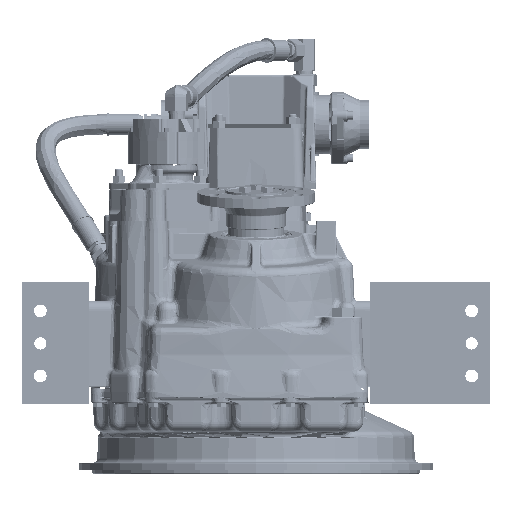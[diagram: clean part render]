
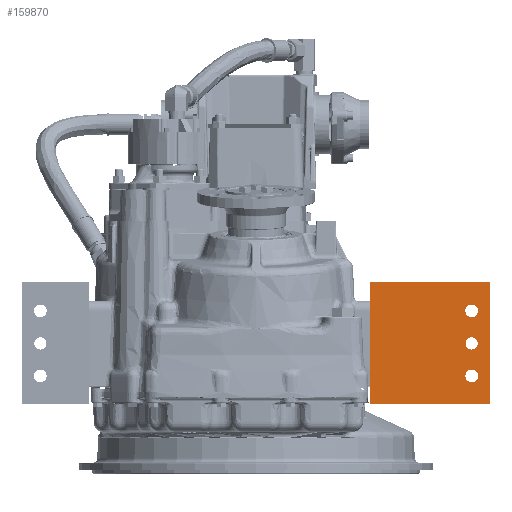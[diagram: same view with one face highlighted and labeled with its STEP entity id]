
A CAD part, front view. The second image highlights one B-rep face of the part: STEP entity #159870.
In plain terms, the highlighted planar face has unit normal (0, -1, 0).
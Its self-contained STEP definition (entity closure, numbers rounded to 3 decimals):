
#20972 = LINE ( 'NONE', #44191, #21006 ) ;
#20979 = CIRCLE ( 'NONE', #317001, 9.525 ) ;
#21004 = CIRCLE ( 'NONE', #317012, 9.922 ) ;
#21006 = VECTOR ( 'NONE', #44200, 1000. ) ;
#21019 = CIRCLE ( 'NONE', #317004, 9.922 ) ;
#21033 = LINE ( 'NONE', #43198, #21035 ) ;
#21035 = VECTOR ( 'NONE', #43215, 1000. ) ;
#21045 = LINE ( 'NONE', #43486, #21049 ) ;
#21049 = VECTOR ( 'NONE', #43113, 1000. ) ;
#21051 = LINE ( 'NONE', #43117, #21057 ) ;
#21057 = VECTOR ( 'NONE', #43134, 1000. ) ;
#21062 = CIRCLE ( 'NONE', #317021, 9.525 ) ;
#21065 = CIRCLE ( 'NONE', #317007, 9.922 ) ;
#21069 = CIRCLE ( 'NONE', #317014, 9.922 ) ;
#26145 = EDGE_CURVE ( 'NONE', #212572, #212393, #20979, .T. ) ;
#26171 = EDGE_CURVE ( 'NONE', #213109, #213185, #21004, .T. ) ;
#26177 = EDGE_CURVE ( 'NONE', #212649, #213394, #20972, .T. ) ;
#26183 = EDGE_CURVE ( 'NONE', #213312, #213086, #21019, .T. ) ;
#26202 = EDGE_CURVE ( 'NONE', #212614, #212505, #21033, .T. ) ;
#26217 = EDGE_CURVE ( 'NONE', #212614, #212649, #21045, .T. ) ;
#26229 = EDGE_CURVE ( 'NONE', #212505, #213394, #21051, .T. ) ;
#26233 = EDGE_CURVE ( 'NONE', #212393, #212572, #21062, .T. ) ;
#26236 = EDGE_CURVE ( 'NONE', #213086, #213312, #21065, .T. ) ;
#26239 = EDGE_CURVE ( 'NONE', #213185, #213109, #21069, .T. ) ;
#36420 = PLANE ( 'NONE',  #193975 ) ;
#36492 = CARTESIAN_POINT ( 'NONE',  ( 177.8, -215.9, 101.968 ) ) ;
#36531 = DIRECTION ( 'NONE',  ( 0., -1., 0. ) ) ;
#36534 = DIRECTION ( 'NONE',  ( 0., 0., -1. ) ) ;
#42724 = DIRECTION ( 'NONE',  ( 0., 1., 0. ) ) ;
#42726 = DIRECTION ( 'NONE',  ( 0., 0., 1. ) ) ;
#43067 = CARTESIAN_POINT ( 'NONE',  ( 336.55, -215.9, 248.018 ) ) ;
#43113 = DIRECTION ( 'NONE',  ( 0., 0., 1. ) ) ;
#43117 = CARTESIAN_POINT ( 'NONE',  ( 365.125, -215.9, 101.968 ) ) ;
#43134 = DIRECTION ( 'NONE',  ( 0., 0., 1. ) ) ;
#43144 = DIRECTION ( 'NONE',  ( 0., 1., 0. ) ) ;
#43146 = DIRECTION ( 'NONE',  ( 0., 0., 1. ) ) ;
#43149 = DIRECTION ( 'NONE',  ( 0., 0., 1. ) ) ;
#43157 = DIRECTION ( 'NONE',  ( 0., 1., 0. ) ) ;
#43198 = CARTESIAN_POINT ( 'NONE',  ( 177.8, -215.9, 101.968 ) ) ;
#43215 = DIRECTION ( 'NONE',  ( 1., 0., 0. ) ) ;
#43440 = CARTESIAN_POINT ( 'NONE',  ( 336.55, -215.9, 146.418 ) ) ;
#43456 = CARTESIAN_POINT ( 'NONE',  ( 336.55, -215.9, 146.418 ) ) ;
#43458 = DIRECTION ( 'NONE',  ( 0., 1., 0. ) ) ;
#43463 = CARTESIAN_POINT ( 'NONE',  ( 336.55, -215.9, 197.218 ) ) ;
#43486 = CARTESIAN_POINT ( 'NONE',  ( 177.8, -215.9, 101.968 ) ) ;
#43521 = DIRECTION ( 'NONE',  ( 0., 0., 1. ) ) ;
#43579 = DIRECTION ( 'NONE',  ( 0., 1., 0. ) ) ;
#43756 = CARTESIAN_POINT ( 'NONE',  ( 336.55, -215.9, 248.018 ) ) ;
#43757 = DIRECTION ( 'NONE',  ( 0., 0., 1. ) ) ;
#44191 = CARTESIAN_POINT ( 'NONE',  ( 177.8, -215.9, 292.468 ) ) ;
#44200 = DIRECTION ( 'NONE',  ( 1., 0., 0. ) ) ;
#44568 = CARTESIAN_POINT ( 'NONE',  ( 336.55, -215.9, 197.218 ) ) ;
#44571 = DIRECTION ( 'NONE',  ( 0., 1., 0. ) ) ;
#44597 = DIRECTION ( 'NONE',  ( 0., 0., 1. ) ) ;
#131018 = EDGE_LOOP ( 'NONE', ( #286518, #286519 ) ) ;
#131027 = EDGE_LOOP ( 'NONE', ( #286521, #286522 ) ) ;
#131040 = EDGE_LOOP ( 'NONE', ( #286523, #286524, #286525, #286526 ) ) ;
#159870 = ADVANCED_FACE ( 'NONE', ( #203197, #203279, #203282, #203255 ), #36420, .T. ) ;
#193975 = AXIS2_PLACEMENT_3D ( 'NONE', #36492, #36531, #36534 ) ;
#198952 = CARTESIAN_POINT ( 'NONE',  ( 336.55, -215.9, 206.743 ) ) ;
#199262 = CARTESIAN_POINT ( 'NONE',  ( 365.125, -215.9, 101.968 ) ) ;
#199427 = CARTESIAN_POINT ( 'NONE',  ( 336.55, -215.9, 187.693 ) ) ;
#199519 = CARTESIAN_POINT ( 'NONE',  ( 177.8, -215.9, 101.968 ) ) ;
#199602 = CARTESIAN_POINT ( 'NONE',  ( 177.8, -215.9, 292.468 ) ) ;
#200552 = CARTESIAN_POINT ( 'NONE',  ( 336.55, -215.9, 156.34 ) ) ;
#200607 = CARTESIAN_POINT ( 'NONE',  ( 336.55, -215.9, 238.096 ) ) ;
#200780 = CARTESIAN_POINT ( 'NONE',  ( 336.55, -215.9, 257.94 ) ) ;
#200999 = CARTESIAN_POINT ( 'NONE',  ( 336.55, -215.9, 136.496 ) ) ;
#203197 = FACE_BOUND ( 'NONE', #340576, .T. ) ;
#203255 = FACE_OUTER_BOUND ( 'NONE', #131040, .T. ) ;
#203279 = FACE_BOUND ( 'NONE', #131018, .T. ) ;
#203282 = FACE_BOUND ( 'NONE', #131027, .T. ) ;
#212393 = VERTEX_POINT ( 'NONE', #198952 ) ;
#212505 = VERTEX_POINT ( 'NONE', #199262 ) ;
#212572 = VERTEX_POINT ( 'NONE', #199427 ) ;
#212614 = VERTEX_POINT ( 'NONE', #199519 ) ;
#212649 = VERTEX_POINT ( 'NONE', #199602 ) ;
#213086 = VERTEX_POINT ( 'NONE', #200552 ) ;
#213109 = VERTEX_POINT ( 'NONE', #200607 ) ;
#213185 = VERTEX_POINT ( 'NONE', #200780 ) ;
#213312 = VERTEX_POINT ( 'NONE', #200999 ) ;
#213394 = VERTEX_POINT ( 'NONE', #291779 ) ;
#286516 = ORIENTED_EDGE ( 'NONE', *, *, #26236, .T. ) ;
#286517 = ORIENTED_EDGE ( 'NONE', *, *, #26183, .T. ) ;
#286518 = ORIENTED_EDGE ( 'NONE', *, *, #26239, .T. ) ;
#286519 = ORIENTED_EDGE ( 'NONE', *, *, #26171, .T. ) ;
#286521 = ORIENTED_EDGE ( 'NONE', *, *, #26233, .T. ) ;
#286522 = ORIENTED_EDGE ( 'NONE', *, *, #26145, .T. ) ;
#286523 = ORIENTED_EDGE ( 'NONE', *, *, #26177, .F. ) ;
#286524 = ORIENTED_EDGE ( 'NONE', *, *, #26217, .F. ) ;
#286525 = ORIENTED_EDGE ( 'NONE', *, *, #26202, .T. ) ;
#286526 = ORIENTED_EDGE ( 'NONE', *, *, #26229, .T. ) ;
#291779 = CARTESIAN_POINT ( 'NONE',  ( 365.125, -215.9, 292.468 ) ) ;
#317001 = AXIS2_PLACEMENT_3D ( 'NONE', #44568, #44571, #44597 ) ;
#317004 = AXIS2_PLACEMENT_3D ( 'NONE', #43440, #42724, #42726 ) ;
#317007 = AXIS2_PLACEMENT_3D ( 'NONE', #43456, #43458, #43149 ) ;
#317012 = AXIS2_PLACEMENT_3D ( 'NONE', #43067, #43579, #43521 ) ;
#317014 = AXIS2_PLACEMENT_3D ( 'NONE', #43756, #43157, #43757 ) ;
#317021 = AXIS2_PLACEMENT_3D ( 'NONE', #43463, #43144, #43146 ) ;
#340576 = EDGE_LOOP ( 'NONE', ( #286516, #286517 ) ) ;
